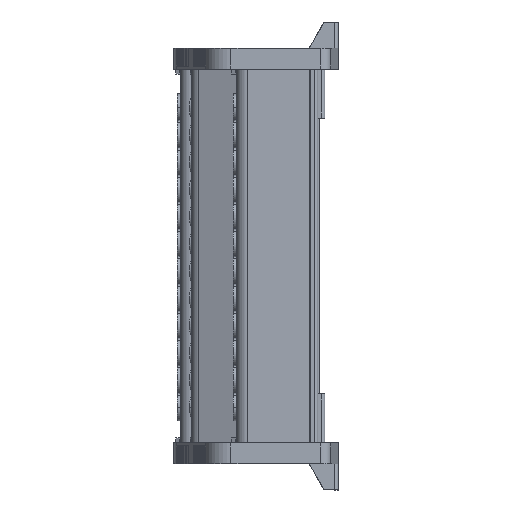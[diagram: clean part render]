
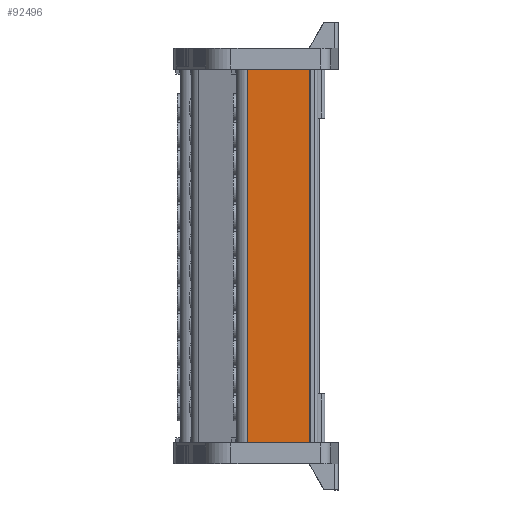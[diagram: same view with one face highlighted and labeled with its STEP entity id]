
A CAD part, left-side view. The second image highlights one B-rep face of the part: STEP entity #92496.
In plain terms, the highlighted planar face has unit normal (-1, 0.018, 0).
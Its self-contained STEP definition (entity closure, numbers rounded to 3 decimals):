
#1528 = ORIENTED_EDGE ( 'NONE', *, *, #2804, .T. ) ;
#1587 = ORIENTED_EDGE ( 'NONE', *, *, #4748, .F. ) ;
#1601 = ORIENTED_EDGE ( 'NONE', *, *, #4788, .F. ) ;
#1621 = ORIENTED_EDGE ( 'NONE', *, *, #2828, .F. ) ;
#2804 = EDGE_CURVE ( 'NONE', #45364, #44992, #10427, .T. ) ;
#2828 = EDGE_CURVE ( 'NONE', #45364, #45012, #10459, .T. ) ;
#4748 = EDGE_CURVE ( 'NONE', #45012, #44916, #21512, .T. ) ;
#4788 = EDGE_CURVE ( 'NONE', #44916, #44992, #21981, .T. ) ;
#7960 = VECTOR ( 'NONE', #10410, 1000. ) ;
#8153 = VECTOR ( 'NONE', #10448, 1000. ) ;
#10409 = CARTESIAN_POINT ( 'NONE',  ( -328., 217.129, -6.687 ) ) ;
#10410 = DIRECTION ( 'NONE',  ( -0.017, -1., 0. ) ) ;
#10427 = LINE ( 'NONE', #10409, #7960 ) ;
#10448 = DIRECTION ( 'NONE',  ( 0., 0., 1. ) ) ;
#10459 = LINE ( 'NONE', #10467, #8153 ) ;
#10467 = CARTESIAN_POINT ( 'NONE',  ( -328.069, 213.132, -7.372 ) ) ;
#21512 = LINE ( 'NONE', #21609, #84439 ) ;
#21609 = CARTESIAN_POINT ( 'NONE',  ( -328., 217.129, 100.307 ) ) ;
#21620 = DIRECTION ( 'NONE',  ( -0.017, -1., 0. ) ) ;
#21908 = CARTESIAN_POINT ( 'NONE',  ( -328.4, 194.182, -7.372 ) ) ;
#21965 = DIRECTION ( 'NONE',  ( 0., 0., -1. ) ) ;
#21981 = LINE ( 'NONE', #21908, #84428 ) ;
#34900 = EDGE_LOOP ( 'NONE', ( #1587, #1621, #1528, #1601 ) ) ;
#44916 = VERTEX_POINT ( 'NONE', #66273 ) ;
#44992 = VERTEX_POINT ( 'NONE', #66201 ) ;
#45012 = VERTEX_POINT ( 'NONE', #66245 ) ;
#45364 = VERTEX_POINT ( 'NONE', #66700 ) ;
#64946 = AXIS2_PLACEMENT_3D ( 'NONE', #81548, #81585, #81575 ) ;
#66201 = CARTESIAN_POINT ( 'NONE',  ( -328.4, 194.182, -6.687 ) ) ;
#66245 = CARTESIAN_POINT ( 'NONE',  ( -328.069, 213.132, 100.307 ) ) ;
#66273 = CARTESIAN_POINT ( 'NONE',  ( -328.4, 194.182, 100.307 ) ) ;
#66700 = CARTESIAN_POINT ( 'NONE',  ( -328.069, 213.132, -6.687 ) ) ;
#81541 = FACE_OUTER_BOUND ( 'NONE', #34900, .T. ) ;
#81548 = CARTESIAN_POINT ( 'NONE',  ( -328., 217.129, -7.372 ) ) ;
#81558 = PLANE ( 'NONE',  #64946 ) ;
#81575 = DIRECTION ( 'NONE',  ( 0.017, 1., 0. ) ) ;
#81585 = DIRECTION ( 'NONE',  ( 1., -0.017, 0. ) ) ;
#84428 = VECTOR ( 'NONE', #21965, 1000. ) ;
#84439 = VECTOR ( 'NONE', #21620, 1000. ) ;
#92496 = ADVANCED_FACE ( 'NONE', ( #81541 ), #81558, .F. ) ;
